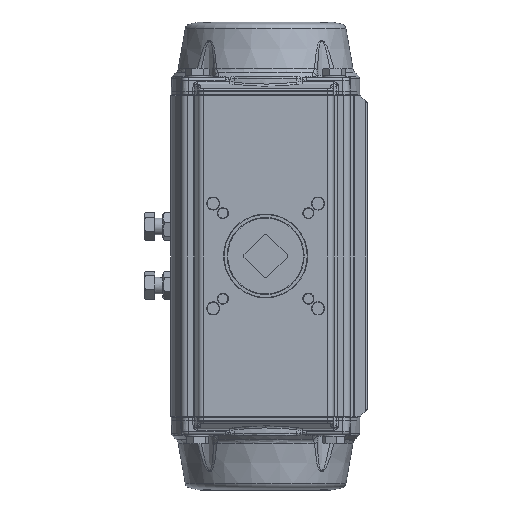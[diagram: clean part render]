
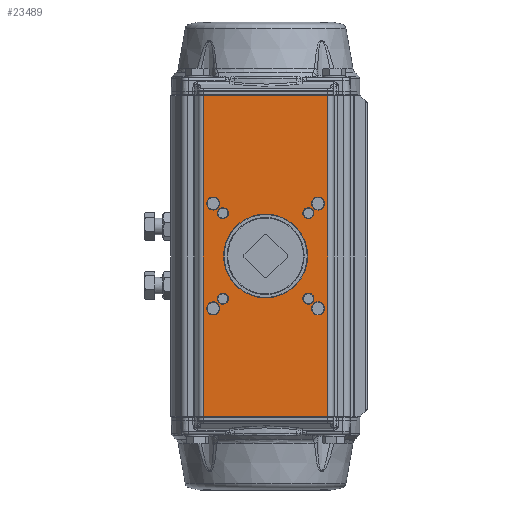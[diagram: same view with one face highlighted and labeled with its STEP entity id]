
A CAD part, front view. The second image highlights one B-rep face of the part: STEP entity #23489.
In plain terms, the highlighted planar face has unit normal (0, -1, 0).
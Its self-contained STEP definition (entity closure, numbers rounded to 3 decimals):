
#1401=FACE_BOUND('',#3565,.T.);
#1402=FACE_BOUND('',#3566,.T.);
#1403=FACE_BOUND('',#3567,.T.);
#1404=FACE_BOUND('',#3568,.T.);
#1405=FACE_BOUND('',#3569,.T.);
#1406=FACE_BOUND('',#3570,.T.);
#1407=FACE_BOUND('',#3571,.T.);
#1408=FACE_BOUND('',#3572,.T.);
#1409=FACE_BOUND('',#3573,.T.);
#1446=PLANE('',#24989);
#2087=FACE_OUTER_BOUND('',#3564,.T.);
#3564=EDGE_LOOP('',(#15766,#15767,#15768,#15769));
#3565=EDGE_LOOP('',(#15770));
#3566=EDGE_LOOP('',(#15771));
#3567=EDGE_LOOP('',(#15772));
#3568=EDGE_LOOP('',(#15773));
#3569=EDGE_LOOP('',(#15774));
#3570=EDGE_LOOP('',(#15775));
#3571=EDGE_LOOP('',(#15776));
#3572=EDGE_LOOP('',(#15777));
#3573=EDGE_LOOP('',(#15778));
#5086=LINE('',#34804,#6758);
#5087=LINE('',#34806,#6759);
#5088=LINE('',#34808,#6760);
#5089=LINE('',#34809,#6761);
#6758=VECTOR('',#27709,105.);
#6759=VECTOR('',#27710,270.);
#6760=VECTOR('',#27711,105.);
#6761=VECTOR('',#27712,270.);
#8429=CIRCLE('',#24986,35.4);
#8432=CIRCLE('',#24990,4.65);
#8433=CIRCLE('',#24991,5.5);
#8434=CIRCLE('',#24992,5.5);
#8435=CIRCLE('',#24993,4.65);
#8436=CIRCLE('',#24994,5.5);
#8437=CIRCLE('',#24995,4.65);
#8438=CIRCLE('',#24996,4.65);
#8439=CIRCLE('',#24997,5.5);
#9707=VERTEX_POINT('',#34794);
#9710=VERTEX_POINT('',#34802);
#9711=VERTEX_POINT('',#34803);
#9712=VERTEX_POINT('',#34805);
#9713=VERTEX_POINT('',#34807);
#9714=VERTEX_POINT('',#34810);
#9715=VERTEX_POINT('',#34812);
#9716=VERTEX_POINT('',#34814);
#9717=VERTEX_POINT('',#34816);
#9718=VERTEX_POINT('',#34818);
#9719=VERTEX_POINT('',#34820);
#9720=VERTEX_POINT('',#34822);
#9721=VERTEX_POINT('',#34824);
#12019=EDGE_CURVE('',#9707,#9707,#8429,.T.);
#12023=EDGE_CURVE('',#9710,#9711,#5086,.T.);
#12024=EDGE_CURVE('',#9712,#9711,#5087,.T.);
#12025=EDGE_CURVE('',#9712,#9713,#5088,.T.);
#12026=EDGE_CURVE('',#9710,#9713,#5089,.T.);
#12027=EDGE_CURVE('',#9714,#9714,#8432,.T.);
#12028=EDGE_CURVE('',#9715,#9715,#8433,.T.);
#12029=EDGE_CURVE('',#9716,#9716,#8434,.T.);
#12030=EDGE_CURVE('',#9717,#9717,#8435,.T.);
#12031=EDGE_CURVE('',#9718,#9718,#8436,.T.);
#12032=EDGE_CURVE('',#9719,#9719,#8437,.T.);
#12033=EDGE_CURVE('',#9720,#9720,#8438,.T.);
#12034=EDGE_CURVE('',#9721,#9721,#8439,.T.);
#15766=ORIENTED_EDGE('',*,*,#12023,.T.);
#15767=ORIENTED_EDGE('',*,*,#12024,.F.);
#15768=ORIENTED_EDGE('',*,*,#12025,.T.);
#15769=ORIENTED_EDGE('',*,*,#12026,.F.);
#15770=ORIENTED_EDGE('',*,*,#12027,.F.);
#15771=ORIENTED_EDGE('',*,*,#12028,.F.);
#15772=ORIENTED_EDGE('',*,*,#12029,.F.);
#15773=ORIENTED_EDGE('',*,*,#12030,.F.);
#15774=ORIENTED_EDGE('',*,*,#12031,.F.);
#15775=ORIENTED_EDGE('',*,*,#12032,.F.);
#15776=ORIENTED_EDGE('',*,*,#12033,.F.);
#15777=ORIENTED_EDGE('',*,*,#12034,.F.);
#15778=ORIENTED_EDGE('',*,*,#12019,.F.);
#23489=ADVANCED_FACE('',(#2087,#1401,#1402,#1403,#1404,#1405,#1406,#1407,
#1408,#1409),#1446,.T.);
#24986=AXIS2_PLACEMENT_3D('',#34795,#27700,#27701);
#24989=AXIS2_PLACEMENT_3D('',#34801,#27707,#27708);
#24990=AXIS2_PLACEMENT_3D('',#34811,#27713,#27714);
#24991=AXIS2_PLACEMENT_3D('',#34813,#27715,#27716);
#24992=AXIS2_PLACEMENT_3D('',#34815,#27717,#27718);
#24993=AXIS2_PLACEMENT_3D('',#34817,#27719,#27720);
#24994=AXIS2_PLACEMENT_3D('',#34819,#27721,#27722);
#24995=AXIS2_PLACEMENT_3D('',#34821,#27723,#27724);
#24996=AXIS2_PLACEMENT_3D('',#34823,#27725,#27726);
#24997=AXIS2_PLACEMENT_3D('',#34825,#27727,#27728);
#27700=DIRECTION('center_axis',(0.,-1.,0.));
#27701=DIRECTION('ref_axis',(-1.,0.,0.));
#27707=DIRECTION('center_axis',(0.,-1.,0.));
#27708=DIRECTION('ref_axis',(0.,0.,-1.));
#27709=DIRECTION('',(-1.,0.,0.));
#27710=DIRECTION('',(0.,0.,1.));
#27711=DIRECTION('',(1.,0.,0.));
#27712=DIRECTION('',(0.,0.,-1.));
#27713=DIRECTION('center_axis',(0.,-1.,0.));
#27714=DIRECTION('ref_axis',(0.,0.,-1.));
#27715=DIRECTION('center_axis',(0.,-1.,0.));
#27716=DIRECTION('ref_axis',(1.,0.,0.));
#27717=DIRECTION('center_axis',(0.,-1.,0.));
#27718=DIRECTION('ref_axis',(0.,0.,1.));
#27719=DIRECTION('center_axis',(0.,-1.,0.));
#27720=DIRECTION('ref_axis',(-1.,0.,0.));
#27721=DIRECTION('center_axis',(0.,-1.,0.));
#27722=DIRECTION('ref_axis',(-1.,0.,0.));
#27723=DIRECTION('center_axis',(0.,-1.,0.));
#27724=DIRECTION('ref_axis',(0.,0.,1.));
#27725=DIRECTION('center_axis',(0.,-1.,0.));
#27726=DIRECTION('ref_axis',(1.,0.,0.));
#27727=DIRECTION('center_axis',(0.,-1.,0.));
#27728=DIRECTION('ref_axis',(0.,0.,-1.));
#34794=CARTESIAN_POINT('',(33.797,-91.629,135.011));
#34795=CARTESIAN_POINT('Origin',(-1.603,-91.629,135.011));
#34801=CARTESIAN_POINT('Origin',(55.897,-91.629,0.));
#34802=CARTESIAN_POINT('',(50.897,-91.629,270.));
#34803=CARTESIAN_POINT('',(-54.103,-91.629,270.));
#34804=CARTESIAN_POINT('',(50.897,-91.629,270.));
#34805=CARTESIAN_POINT('',(-54.103,-91.629,0.));
#34806=CARTESIAN_POINT('',(-54.103,-91.629,0.));
#34807=CARTESIAN_POINT('',(50.897,-91.629,0.));
#34808=CARTESIAN_POINT('',(-54.103,-91.629,0.));
#34809=CARTESIAN_POINT('',(50.897,-91.629,270.));
#34810=CARTESIAN_POINT('',(34.46,-91.629,175.724));
#34811=CARTESIAN_POINT('Origin',(34.46,-91.629,171.074));
#34812=CARTESIAN_POINT('',(-51.297,-91.629,179.206));
#34813=CARTESIAN_POINT('Origin',(-45.797,-91.629,179.206));
#34814=CARTESIAN_POINT('',(-45.797,-91.629,85.317));
#34815=CARTESIAN_POINT('Origin',(-45.797,-91.629,90.817));
#34816=CARTESIAN_POINT('',(39.11,-91.629,98.949));
#34817=CARTESIAN_POINT('Origin',(34.46,-91.629,98.949));
#34818=CARTESIAN_POINT('',(48.091,-91.629,90.817));
#34819=CARTESIAN_POINT('Origin',(42.591,-91.629,90.817));
#34820=CARTESIAN_POINT('',(-37.665,-91.629,94.299));
#34821=CARTESIAN_POINT('Origin',(-37.665,-91.629,98.949));
#34822=CARTESIAN_POINT('',(-42.315,-91.629,171.074));
#34823=CARTESIAN_POINT('Origin',(-37.665,-91.629,171.074));
#34824=CARTESIAN_POINT('',(42.591,-91.629,184.706));
#34825=CARTESIAN_POINT('Origin',(42.591,-91.629,179.206));
